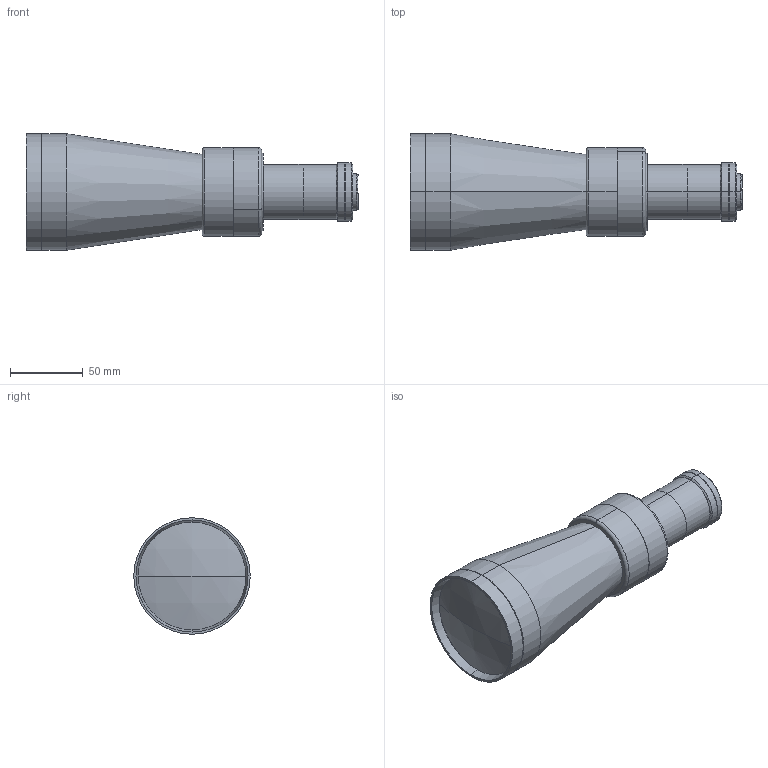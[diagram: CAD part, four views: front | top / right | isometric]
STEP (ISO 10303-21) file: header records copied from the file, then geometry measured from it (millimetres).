
FILE_DESCRIPTION (( 'STEP AP214' ), '1' );
FILE_NAME ('TC23056.STEP', '2013-02-27T13:13:39', ( '--' ), ( '' ), 'SwSTEP 2.0', 'SolidWorks 2012', '' );
FILE_SCHEMA (( 'AUTOMOTIVE_DESIGN' ));
Length unit declared in the file: millimetre
Products named in the file (1): TC23056
Bounding box: 228.03 x 80 x 80 mm (x, y, z)
Surface area: 61034.3 mm2 (no closed solid volume)
Topology: 0 solids, 9 shells, 59 faces, 162 edges, 119 vertices
Faces by surface type: cylinder 26, plane 15, cone 12, torus 4, sphere 2
Entity records: 2652 total; most frequent: DIRECTION 406, CARTESIAN_POINT 341, ORIENTED_EDGE 266, AXIS2_PLACEMENT_3D 184, EDGE_CURVE 162, CIRCLE 124, VERTEX_POINT 119, EDGE_LOOP 86
